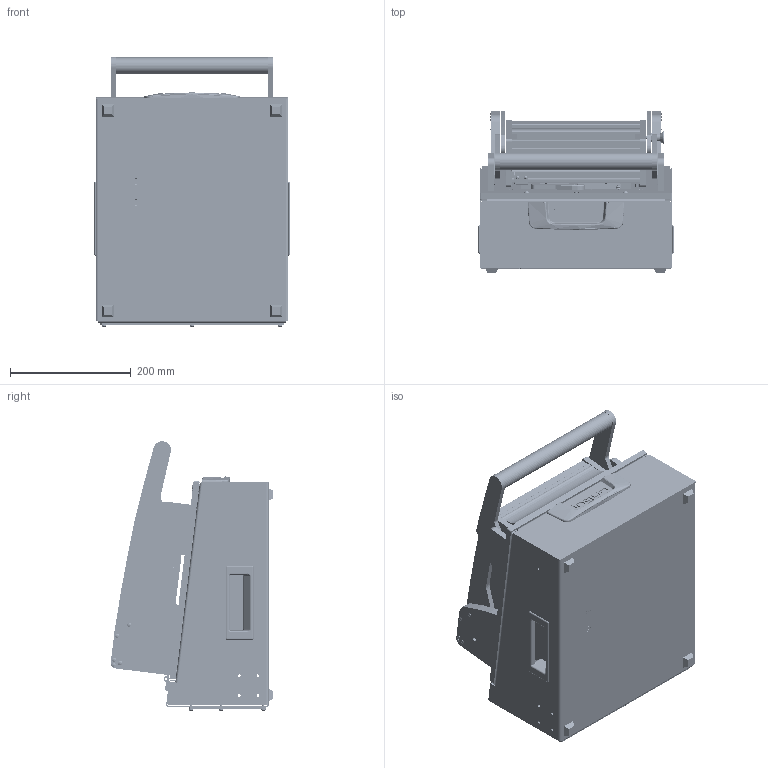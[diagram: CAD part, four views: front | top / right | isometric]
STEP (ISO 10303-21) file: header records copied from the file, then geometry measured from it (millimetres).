
FILE_DESCRIPTION (( 'STEP AP214' ), '1' );
FILE_NAME ('INGUN_34340.STEP', '2021-02-25T07:34:35', ( '' ), ( '' ), 'SwSTEP 2.0', 'SolidWorks 2018', '' );
FILE_SCHEMA (( 'AUTOMOTIVE_DESIGN' ));
Length unit declared in the file: millimetre
Products named in the file (91): DIN6325~n_04,0m6x016; 31253~0_S; 2281~0_180ø<Standard>; ISO7380~n_M05,0x020; 40565~5_S; 35150~0_S; 2281~0; ISO7380~n_M04,0x020; 32587~4_S; 37188~1_S; DIN912~n_M04,0x012; 2720~0; 36176~0_S; 48727~1_S; 21332_01~0; 40569~1_S; 30758_02~0_S; DIN7991~n_M05,0x020; 32171~0_S; 48565~1_S; 30758~0_S; 109128~0_S; 31767~3_S; DIN6325~n_04,0m6x012; 20902~0; 47523~0_S; 39900~5_KUNDE<S>; 30758_01~0_S; 36201~3_S; DIN7991~n_M05,0x016; 40515~10; DIN6325~n_04,0m6x024; 34330~3_S; 30915~0; DIN912~n_M04,0x020; DIN985-A2~n_M05,0; 38786~1; 35649~1_S; 55712~0_KUNDE<S>; 35334~0_S ...
Assembly tree (191 placements, depth 5):
  INGUN_34340
    34330~3_S
      34324~6
      30758~0_S  x2
        30758_01~0_S
        30758_02~0_S
      20902~0
      21332~0
        21332_02~0
        21332_01~0
      31767~3_S
      2720~0  x4
      53032~0_S
      32171~0_S
      32462~0_S
      35334~0_S
      DIN7991~n_M05,0x012  x2
      DIN7991~n_M05,0x016
      8804~0
      DIN985-A2~n_M05,0  x3
      ISO7380~n_M04,0x012  x4
      DIN125~n_05,3 M05,0 Fase  x2
    39900~5_KUNDE<S>
      109759~0_S
        40515~10
        40518~3_S
        40565~5_S
        40519~6_S
        2281~0_180ø<Standard>  x2
          2281~0
        37188~1_S  x2
        53031~0_S
        35649~1_S
        37189~1_S
        31253~0_S
        30955~0_S
        30915~0
        ASR~-a-s-r_拱04,2x07x拌8  x2
        2528~0  x2
        31109~0
        36201~3_S
        48727~1_S
          48726~2_S
          DIN6325~n_04,0m6x012
          48565~1_S
          DIN912~n_M04,0x020  x2
          DIN125~n_06,4 M06,0 Fase
          DIN125~n_04,3 M04,0  x2
          49317~0
        48728~1_S
          48726~2_S
          DIN6325~n_04,0m6x012
          48565~1_S
          DIN125~n_06,4 M06,0 Fase
          DIN125~n_04,3 M04,0  x2
          DIN912~n_M04,0x020  x2
          49317~0
        DIN7991~n_M05,0x016  x12
        DIN7991~n_M05,0x020  x6
        DIN125~n_05,3 M05,0 Fase  x4
Bounding box: 324.6 x 269.75 x 447.36 mm (x, y, z)
Volume: 3471092.1 mm3; surface area: 1871924.8 mm2
Topology: 182 solids, 182 shells, 4994 faces, 12687 edges, 8087 vertices
Faces by surface type: cylinder 2176, plane 1799, cone 617, bspline 223, sphere 96, torus 83
Entity records: 111409 total; most frequent: CARTESIAN_POINT 26686, DIRECTION 16621, ORIENTED_EDGE 15566, EDGE_CURVE 7783, AXIS2_PLACEMENT_3D 6210, VERTEX_POINT 5010, LINE 4201, VECTOR 4201
